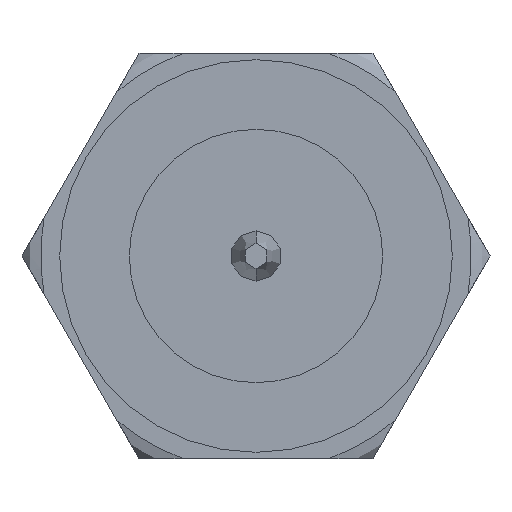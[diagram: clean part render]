
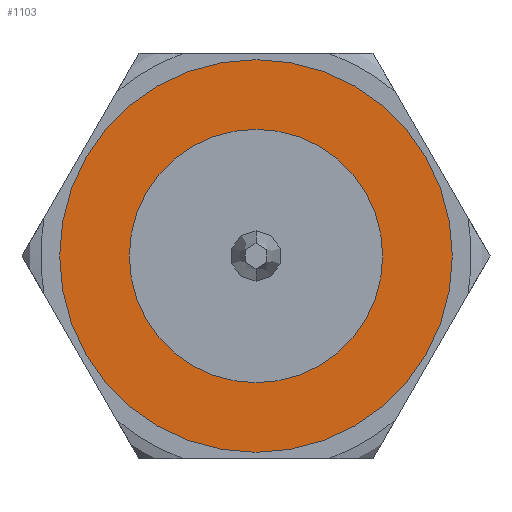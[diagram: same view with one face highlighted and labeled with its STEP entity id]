
A CAD part, front view. The second image highlights one B-rep face of the part: STEP entity #1103.
In plain terms, the highlighted planar face has unit normal (0, -1, 0).
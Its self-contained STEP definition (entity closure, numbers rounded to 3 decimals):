
#156 = AXIS2_PLACEMENT_3D ( 'NONE', #2302, #5246, #3791 ) ;
#432 = ORIENTED_EDGE ( 'NONE', *, *, #1280, .F. ) ;
#640 = CARTESIAN_POINT ( 'NONE',  ( 0., -800., 2.5 ) ) ;
#1069 = AXIS2_PLACEMENT_3D ( 'NONE', #2791, #4825, #2379 ) ;
#1103 = ADVANCED_FACE ( 'Defeature ausgef�hrt2_39', ( #1852, #4604 ), #1823, .F. ) ;
#1142 = DIRECTION ( 'NONE',  ( 0., 1., 0. ) ) ;
#1280 = EDGE_CURVE ( 'Defeature ausgef�hrt2_40+Defeature ausgef�hrt2_39+Defeature ausgef�hrt2_39+Defeature ausgef�hrt2_39', #4754, #2785, #4303, .T. ) ;
#1332 = ORIENTED_EDGE ( 'NONE', *, *, #5005, .T. ) ;
#1481 = DIRECTION ( 'NONE',  ( 0., 0., -1. ) ) ;
#1668 = VERTEX_POINT ( 'NONE', #640 ) ;
#1736 = VERTEX_POINT ( 'NONE', #2137 ) ;
#1823 = PLANE ( 'NONE',  #156 ) ;
#1832 = EDGE_CURVE ( 'Defeature ausgef�hrt2_40+Defeature ausgef�hrt2_39+Defeature ausgef�hrt2_39+Defeature ausgef�hrt2_39', #2785, #4754, #3474, .T. ) ;
#1852 = FACE_BOUND ( 'NONE', #2045, .T. ) ;
#2045 = EDGE_LOOP ( 'NONE', ( #5645, #1332 ) ) ;
#2137 = CARTESIAN_POINT ( 'NONE',  ( 0., -800., -2.5 ) ) ;
#2302 = CARTESIAN_POINT ( 'NONE',  ( 3.875, -800., 0. ) ) ;
#2348 = CIRCLE ( 'NONE', #3471, 2.5 ) ;
#2379 = DIRECTION ( 'NONE',  ( 0., 0., -1. ) ) ;
#2592 = CARTESIAN_POINT ( 'NONE',  ( 0., -800., 0. ) ) ;
#2785 = VERTEX_POINT ( 'NONE', #4359 ) ;
#2791 = CARTESIAN_POINT ( 'NONE',  ( 0., -800., 0. ) ) ;
#2841 = EDGE_LOOP ( 'NONE', ( #432, #3117 ) ) ;
#2872 = DIRECTION ( 'NONE',  ( 0., 1., 0. ) ) ;
#2897 = DIRECTION ( 'NONE',  ( 0., 0., -1. ) ) ;
#3073 = CARTESIAN_POINT ( 'NONE',  ( 0., -800., -3.875 ) ) ;
#3117 = ORIENTED_EDGE ( 'NONE', *, *, #1832, .F. ) ;
#3345 = CARTESIAN_POINT ( 'NONE',  ( 0., -800., 0. ) ) ;
#3471 = AXIS2_PLACEMENT_3D ( 'NONE', #3795, #2872, #5292 ) ;
#3474 = CIRCLE ( 'NONE', #1069, 3.875 ) ;
#3791 = DIRECTION ( 'NONE',  ( 0., 0., -1. ) ) ;
#3795 = CARTESIAN_POINT ( 'NONE',  ( 0., -800., 0. ) ) ;
#3835 = AXIS2_PLACEMENT_3D ( 'NONE', #2592, #1142, #1481 ) ;
#4303 = CIRCLE ( 'NONE', #3835, 3.875 ) ;
#4359 = CARTESIAN_POINT ( 'NONE',  ( 0., -800., 3.875 ) ) ;
#4604 = FACE_OUTER_BOUND ( 'NONE', #2841, .T. ) ;
#4754 = VERTEX_POINT ( 'NONE', #3073 ) ;
#4825 = DIRECTION ( 'NONE',  ( 0., 1., 0. ) ) ;
#4967 = EDGE_CURVE ( 'Defeature ausgef�hrt2_39+Defeature ausgef�hrt2_38+Defeature ausgef�hrt2_38+Defeature ausgef�hrt2_38', #1736, #1668, #2348, .T. ) ;
#5005 = EDGE_CURVE ( 'Defeature ausgef�hrt2_39+Defeature ausgef�hrt2_38+Defeature ausgef�hrt2_38+Defeature ausgef�hrt2_38', #1668, #1736, #6288, .T. ) ;
#5103 = AXIS2_PLACEMENT_3D ( 'NONE', #3345, #5798, #2897 ) ;
#5246 = DIRECTION ( 'NONE',  ( 0., 1., 0. ) ) ;
#5292 = DIRECTION ( 'NONE',  ( 0., 0., -1. ) ) ;
#5645 = ORIENTED_EDGE ( 'NONE', *, *, #4967, .T. ) ;
#5798 = DIRECTION ( 'NONE',  ( 0., 1., 0. ) ) ;
#6288 = CIRCLE ( 'NONE', #5103, 2.5 ) ;
